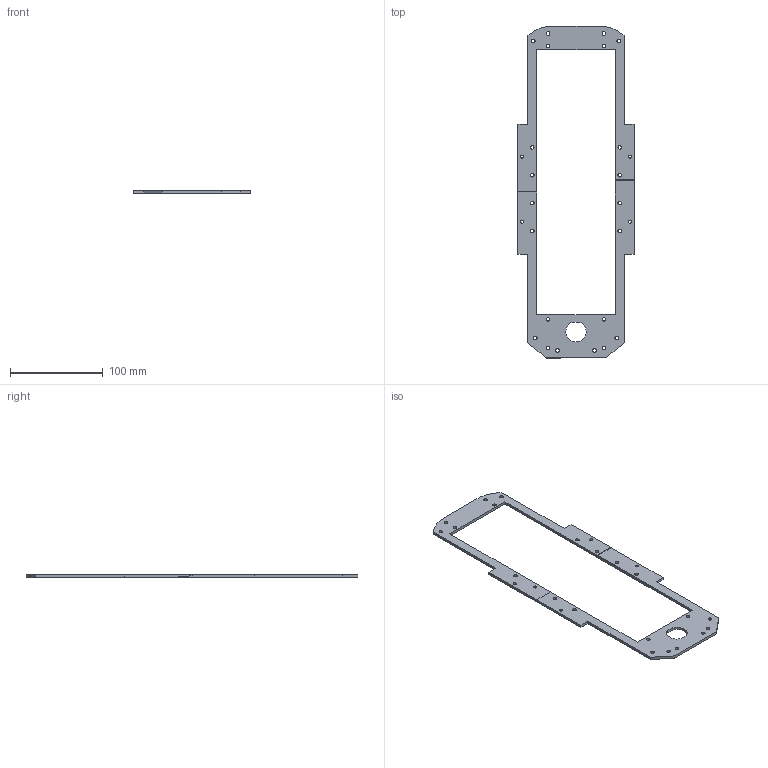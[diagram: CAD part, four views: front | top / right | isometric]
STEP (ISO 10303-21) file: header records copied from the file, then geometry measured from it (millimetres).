
FILE_DESCRIPTION(/* description */ (''),/* implementation_level */ '2;1');
FILE_NAME(/* name */ 'Revised Top Plate v1.step',/* time_stamp */ '2023-08-07T20:51:27-05:00',/* author */ (''),/* organization */ (''),/* preprocessor_version */ 'ST-DEVELOPER v20',/* originating_system */ 'Autodesk Translation Framework v12.9.0.99',/* authorisation */ '');
FILE_SCHEMA (('AUTOMOTIVE_DESIGN { 1 0 10303 214 3 1 1 }'));
Length unit declared in the file: millimetre
Products named in the file (1): Revised Top Plate
Bounding box: 125 x 357 x 3 mm (x, y, z)
Volume: 44994.7 mm3; surface area: 37435.5 mm2
Topology: 2 solids, 2 shells, 72 faces, 204 edges, 136 vertices
Faces by surface type: plane 42, cylinder 30
Full cylindrical faces by diameter (mm): 3.2 x4, 3.8 x18, 3.9 x4
Entity records: 2504 total; most frequent: CARTESIAN_POINT 413, DIRECTION 410, ORIENTED_EDGE 408, EDGE_CURVE 204, LINE 144, VECTOR 144, VERTEX_POINT 136, AXIS2_PLACEMENT_3D 133
